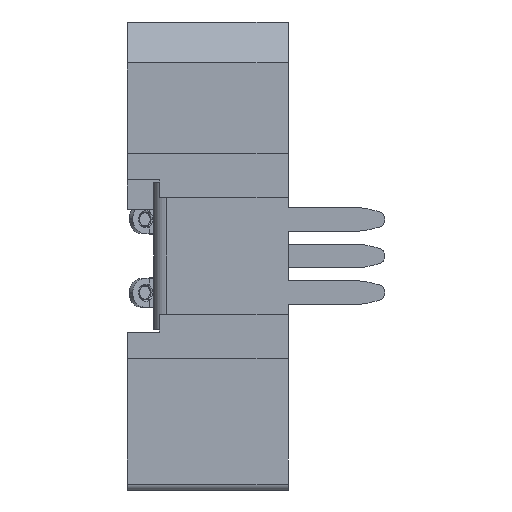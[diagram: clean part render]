
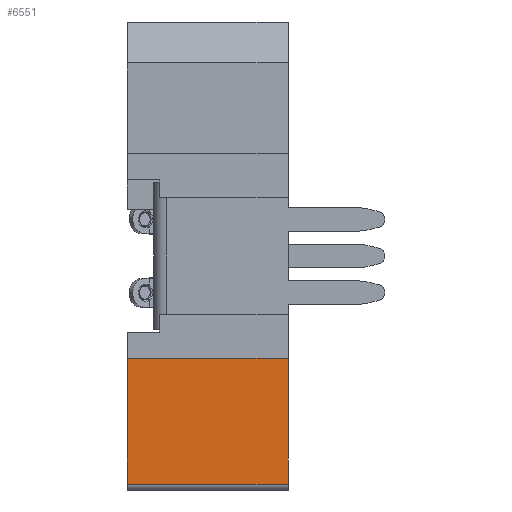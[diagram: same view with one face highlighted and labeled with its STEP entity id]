
A CAD part, left-side view. The second image highlights one B-rep face of the part: STEP entity #6551.
In plain terms, the highlighted planar face has unit normal (-1, 0, 0).
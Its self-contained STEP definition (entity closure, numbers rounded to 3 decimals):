
#357 = ORIENTED_EDGE ( 'NONE', *, *, #7295, .T. ) ;
#1493 = VECTOR ( 'NONE', #8022, 1000. ) ;
#1789 = CARTESIAN_POINT ( 'NONE',  ( -11., 5.5, -3.5 ) ) ;
#1997 = CARTESIAN_POINT ( 'NONE',  ( -11., 0., -7.8 ) ) ;
#2063 = DIRECTION ( 'NONE',  ( -1., 0., 0. ) ) ;
#2183 = LINE ( 'NONE', #3068, #1493 ) ;
#2358 = VECTOR ( 'NONE', #4655, 1000. ) ;
#2525 = LINE ( 'NONE', #5105, #2630 ) ;
#2630 = VECTOR ( 'NONE', #9151, 1000. ) ;
#2836 = FACE_OUTER_BOUND ( 'NONE', #8377, .T. ) ;
#2969 = LINE ( 'NONE', #7334, #2358 ) ;
#3068 = CARTESIAN_POINT ( 'NONE',  ( -11., 0., -3.5 ) ) ;
#3117 = VERTEX_POINT ( 'NONE', #8557 ) ;
#3147 = VERTEX_POINT ( 'NONE', #10408 ) ;
#3434 = ORIENTED_EDGE ( 'NONE', *, *, #8662, .F. ) ;
#4655 = DIRECTION ( 'NONE',  ( 0., 1., 0. ) ) ;
#4989 = VERTEX_POINT ( 'NONE', #1997 ) ;
#5105 = CARTESIAN_POINT ( 'NONE',  ( -11., 5.5, -3.5 ) ) ;
#5336 = DIRECTION ( 'NONE',  ( 0., -1., 0. ) ) ;
#5500 = VECTOR ( 'NONE', #5336, 1000. ) ;
#5926 = EDGE_CURVE ( 'NONE', #3117, #10897, #2525, .T. ) ;
#6371 = ORIENTED_EDGE ( 'NONE', *, *, #5926, .F. ) ;
#6551 = ADVANCED_FACE ( 'NONE', ( #2836 ), #7946, .T. ) ;
#7295 = EDGE_CURVE ( 'NONE', #3147, #10897, #2969, .T. ) ;
#7334 = CARTESIAN_POINT ( 'NONE',  ( -11., -32.684, -3.5 ) ) ;
#7946 = PLANE ( 'NONE',  #9461 ) ;
#7975 = CARTESIAN_POINT ( 'NONE',  ( -11., -32.684, -7.8 ) ) ;
#8006 = DIRECTION ( 'NONE',  ( 0., 0., 1. ) ) ;
#8022 = DIRECTION ( 'NONE',  ( 0., 0., -1. ) ) ;
#8377 = EDGE_LOOP ( 'NONE', ( #6371, #9611, #3434, #357 ) ) ;
#8557 = CARTESIAN_POINT ( 'NONE',  ( -11., 5.5, -7.8 ) ) ;
#8662 = EDGE_CURVE ( 'NONE', #3147, #4989, #2183, .T. ) ;
#9151 = DIRECTION ( 'NONE',  ( 0., 0., 1. ) ) ;
#9461 = AXIS2_PLACEMENT_3D ( 'NONE', #10705, #2063, #8006 ) ;
#9611 = ORIENTED_EDGE ( 'NONE', *, *, #10667, .T. ) ;
#10408 = CARTESIAN_POINT ( 'NONE',  ( -11., 0., -3.5 ) ) ;
#10667 = EDGE_CURVE ( 'NONE', #3117, #4989, #10767, .T. ) ;
#10705 = CARTESIAN_POINT ( 'NONE',  ( -11., -32.684, -3.5 ) ) ;
#10767 = LINE ( 'NONE', #7975, #5500 ) ;
#10897 = VERTEX_POINT ( 'NONE', #1789 ) ;
